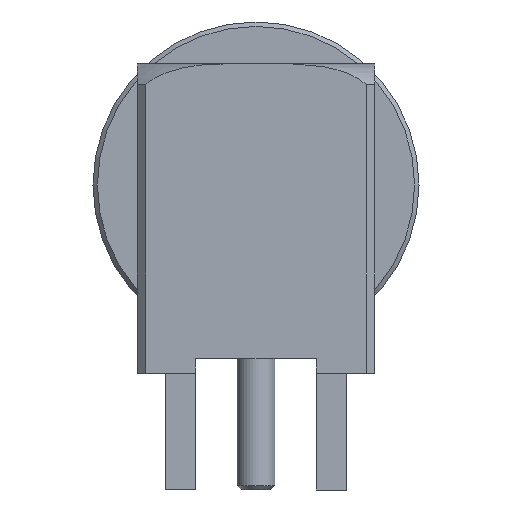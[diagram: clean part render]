
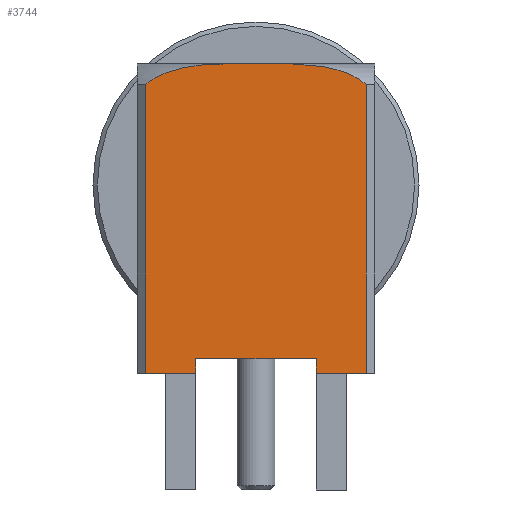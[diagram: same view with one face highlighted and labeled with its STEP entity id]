
A CAD part, left-side view. The second image highlights one B-rep face of the part: STEP entity #3744.
In plain terms, the highlighted planar face has unit normal (-1, 0, 0).
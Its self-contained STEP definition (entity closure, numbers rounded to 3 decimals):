
#333=LINE('',#7211,#597);
#337=LINE('',#7223,#601);
#339=LINE('',#7228,#603);
#341=LINE('',#7237,#605);
#362=LINE('',#7307,#626);
#363=LINE('',#7309,#627);
#364=LINE('',#7311,#628);
#365=LINE('',#7312,#629);
#597=VECTOR('',#5650,1000.);
#601=VECTOR('',#5656,1000.);
#603=VECTOR('',#5660,1000.);
#605=VECTOR('',#5664,1000.);
#626=VECTOR('',#5705,1000.);
#627=VECTOR('',#5708,1000.);
#628=VECTOR('',#5709,1000.);
#629=VECTOR('',#5710,1000.);
#1345=ORIENTED_EDGE('',*,*,#2227,.T.);
#1346=ORIENTED_EDGE('',*,*,#2216,.T.);
#1347=ORIENTED_EDGE('',*,*,#2219,.T.);
#1348=ORIENTED_EDGE('',*,*,#2246,.F.);
#1349=ORIENTED_EDGE('',*,*,#2247,.F.);
#1350=ORIENTED_EDGE('',*,*,#2248,.T.);
#1351=ORIENTED_EDGE('',*,*,#2209,.F.);
#1352=ORIENTED_EDGE('',*,*,#2214,.T.);
#1353=ORIENTED_EDGE('',*,*,#2223,.T.);
#1354=ORIENTED_EDGE('',*,*,#2249,.T.);
#2209=EDGE_CURVE('',#2705,#2706,#333,.T.);
#2214=EDGE_CURVE('',#2705,#2708,#337,.T.);
#2216=EDGE_CURVE('',#2711,#2709,#339,.T.);
#2219=EDGE_CURVE('',#2709,#2713,#341,.T.);
#2223=EDGE_CURVE('',#2708,#2715,#2968,.T.);
#2227=EDGE_CURVE('',#2718,#2711,#2971,.T.);
#2246=EDGE_CURVE('',#2731,#2713,#362,.T.);
#2247=EDGE_CURVE('',#2732,#2731,#363,.T.);
#2248=EDGE_CURVE('',#2732,#2706,#364,.T.);
#2249=EDGE_CURVE('',#2715,#2718,#365,.T.);
#2705=VERTEX_POINT('',#7210);
#2706=VERTEX_POINT('',#7212);
#2708=VERTEX_POINT('',#7222);
#2709=VERTEX_POINT('',#7226);
#2711=VERTEX_POINT('',#7229);
#2713=VERTEX_POINT('',#7238);
#2715=VERTEX_POINT('',#7249);
#2718=VERTEX_POINT('',#7269);
#2731=VERTEX_POINT('',#7306);
#2732=VERTEX_POINT('',#7310);
#2968=B_SPLINE_CURVE_WITH_KNOTS('',3,(#7244,#7245,#7246,#7247,#7248),
 .UNSPECIFIED.,.F.,.F.,(4,1,4),(0.017,0.019,0.021),
 .UNSPECIFIED.);
#2971=B_SPLINE_CURVE_WITH_KNOTS('',3,(#7264,#7265,#7266,#7267,#7268),
 .UNSPECIFIED.,.F.,.F.,(4,1,4),(0.,0.002,
0.004),.UNSPECIFIED.);
#3159=EDGE_LOOP('',(#1345,#1346,#1347,#1348,#1349,#1350,#1351,#1352,#1353,
#1354));
#3413=FACE_BOUND('',#3159,.T.);
#3610=PLANE('',#5091);
#3744=ADVANCED_FACE('',(#3413),#3610,.F.);
#5091=AXIS2_PLACEMENT_3D('',#7308,#5706,#5707);
#5650=DIRECTION('',(0.,1.,0.));
#5656=DIRECTION('',(0.,0.,1.));
#5660=DIRECTION('',(0.,0.,-1.));
#5664=DIRECTION('',(0.,-1.,0.));
#5705=DIRECTION('',(0.,0.,-1.));
#5706=DIRECTION('',(1.,0.,0.));
#5707=DIRECTION('',(0.,0.,1.));
#5708=DIRECTION('',(0.,1.,0.));
#5709=DIRECTION('',(0.,0.,-1.));
#5710=DIRECTION('',(0.,1.,0.));
#7210=CARTESIAN_POINT('',(-18.9,-3.72,3.608));
#7211=CARTESIAN_POINT('',(-18.9,-4.,3.608));
#7212=CARTESIAN_POINT('',(-18.9,-2.03,3.608));
#7222=CARTESIAN_POINT('',(-18.9,-3.72,13.347));
#7223=CARTESIAN_POINT('',(-18.9,-3.72,4.098));
#7226=CARTESIAN_POINT('',(-18.9,3.72,3.608));
#7228=CARTESIAN_POINT('',(-18.9,3.72,4.098));
#7229=CARTESIAN_POINT('',(-18.9,3.72,13.347));
#7237=CARTESIAN_POINT('',(-18.9,4.,3.608));
#7238=CARTESIAN_POINT('',(-18.9,2.03,3.608));
#7244=CARTESIAN_POINT('',(-18.9,-3.72,13.347));
#7245=CARTESIAN_POINT('',(-18.9,-3.256,13.743));
#7246=CARTESIAN_POINT('',(-18.9,-2.039,14.072));
#7247=CARTESIAN_POINT('',(-18.9,-0.839,14.048));
#7248=CARTESIAN_POINT('',(-18.9,-0.234,14.048));
#7249=CARTESIAN_POINT('',(-18.9,-0.234,14.048));
#7264=CARTESIAN_POINT('',(-18.9,0.234,14.048));
#7265=CARTESIAN_POINT('',(-18.9,0.839,14.048));
#7266=CARTESIAN_POINT('',(-18.9,2.047,14.072));
#7267=CARTESIAN_POINT('',(-18.9,3.259,13.741));
#7268=CARTESIAN_POINT('',(-18.9,3.72,13.347));
#7269=CARTESIAN_POINT('',(-18.9,0.234,14.048));
#7306=CARTESIAN_POINT('',(-18.9,2.03,4.098));
#7307=CARTESIAN_POINT('',(-18.9,2.03,15.412));
#7308=CARTESIAN_POINT('',(-18.9,-4.,4.098));
#7309=CARTESIAN_POINT('',(-18.9,-4.,4.098));
#7310=CARTESIAN_POINT('',(-18.9,-2.03,4.098));
#7311=CARTESIAN_POINT('',(-18.9,-2.03,15.423));
#7312=CARTESIAN_POINT('',(-18.9,-4.,14.048));
